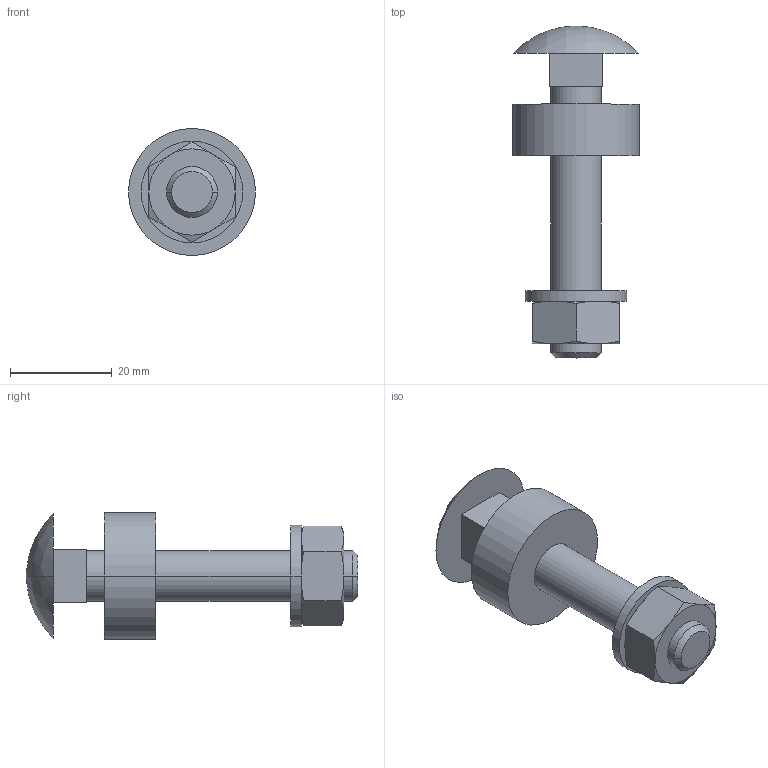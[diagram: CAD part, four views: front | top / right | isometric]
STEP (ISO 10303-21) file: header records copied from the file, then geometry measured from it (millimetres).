
FILE_DESCRIPTION(('STEP AP214'),'1');
FILE_NAME('cctmp_64DC5348-DA2A-418E-936B-6B4FF20AE4E9_2024_05_06_11_52_48_0742..stp','2024-05-06T09:52:48',('SIEMENS A&D'),('CADClick - www.CADClick.com'),'Spatial InterOp 3D',' ','unknown authorization');
FILE_SCHEMA(('AUTOMOTIVE_DESIGN'));
Length unit declared in the file: millimetre
Products named in the file (1): 1
Bounding box: 25 x 65.38 x 25 mm (x, y, z)
Volume: 12353.9 mm3; surface area: 5851.2 mm2
Topology: 2 solids, 2 shells, 47 faces, 98 edges, 61 vertices
Faces by surface type: plane 19, cone 14, cylinder 12, sphere 2
Entity records: 1690 total; most frequent: CARTESIAN_POINT 304, DIRECTION 214, ORIENTED_EDGE 196, EDGE_CURVE 98, AXIS2_PLACEMENT_3D 91, VERTEX_POINT 61, EDGE_LOOP 55, STYLED_ITEM 49
